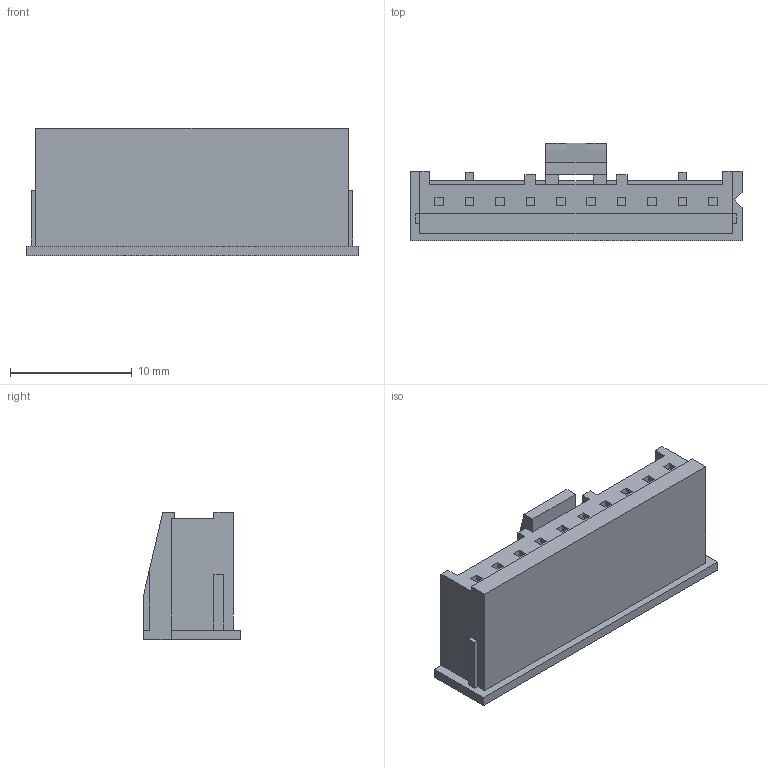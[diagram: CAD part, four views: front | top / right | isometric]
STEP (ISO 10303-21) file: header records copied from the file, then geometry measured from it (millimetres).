
FILE_DESCRIPTION (( 'STEP AP214' ), '1' );
FILE_NAME ('XARP-10V.STEP', '2012-04-09T07:04:34', ( 'root' ), ( 'Hewlett-Packard Company' ), 'SwSTEP 2.0', 'SolidWorks 2009', '' );
FILE_SCHEMA (( 'AUTOMOTIVE_DESIGN' ));
Length unit declared in the file: millimetre
Products named in the file (1): XARP-10V
Bounding box: 27.3 x 8 x 10.5 mm (x, y, z)
Volume: 1199.4 mm3; surface area: 1194.1 mm2
Topology: 1 solids, 1 shells, 170 faces, 436 edges, 288 vertices
Faces by surface type: plane 170
Entity records: 6944 total; most frequent: CARTESIAN_POINT 895, ORIENTED_EDGE 872, DIRECTION 778, VECTOR 436, LINE 436, EDGE_CURVE 436, VERTEX_POINT 288, EDGE_LOOP 192
